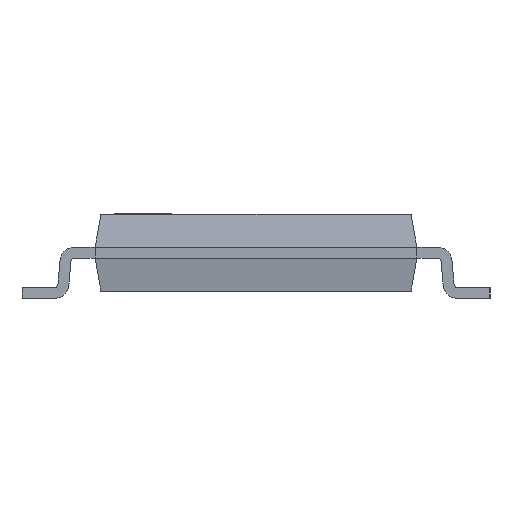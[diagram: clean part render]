
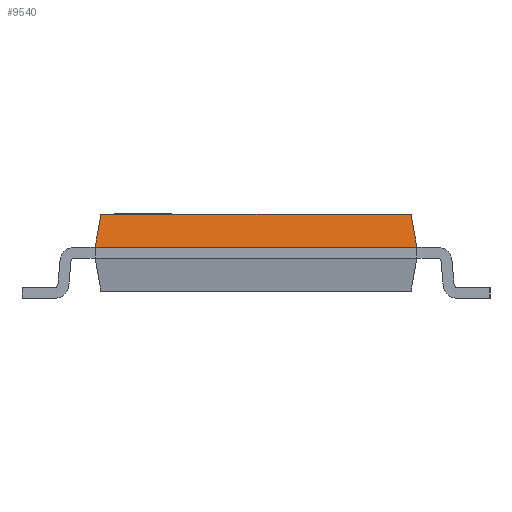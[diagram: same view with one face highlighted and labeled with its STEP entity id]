
A CAD part, left-side view. The second image highlights one B-rep face of the part: STEP entity #9540.
In plain terms, the highlighted planar face has unit normal (-0.985, 0, 0.174).
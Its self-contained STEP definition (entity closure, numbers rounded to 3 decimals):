
#742 = LINE ( 'NONE', #4609, #5704 ) ;
#1123 = DIRECTION ( 'NONE',  ( 0., 1., 0. ) ) ;
#1252 = ORIENTED_EDGE ( 'NONE', *, *, #9884, .F. ) ;
#1359 = EDGE_CURVE ( 'NONE', #23072, #13979, #4071, .T. ) ;
#1465 = VECTOR ( 'NONE', #11007, 1000. ) ;
#1858 = CARTESIAN_POINT ( 'NONE',  ( -3.821, 2.121, 0.525 ) ) ;
#1940 = VECTOR ( 'NONE', #17541, 1000. ) ;
#2019 = CARTESIAN_POINT ( 'NONE',  ( -3.9, 2.2, 0.075 ) ) ;
#3457 = VERTEX_POINT ( 'NONE', #2019 ) ;
#4071 = LINE ( 'NONE', #11575, #18204 ) ;
#4518 = EDGE_LOOP ( 'NONE', ( #7794, #1252, #14295, #5350 ) ) ;
#4609 = CARTESIAN_POINT ( 'NONE',  ( -3.9, -2.2, 0.075 ) ) ;
#4666 = CARTESIAN_POINT ( 'NONE',  ( -3.786, -2.086, 0.722 ) ) ;
#5350 = ORIENTED_EDGE ( 'NONE', *, *, #8323, .T. ) ;
#5704 = VECTOR ( 'NONE', #23553, 1000. ) ;
#6369 = LINE ( 'NONE', #7438, #1465 ) ;
#7438 = CARTESIAN_POINT ( 'NONE',  ( -3.836, 2.136, 0.44 ) ) ;
#7794 = ORIENTED_EDGE ( 'NONE', *, *, #9483, .T. ) ;
#8323 = EDGE_CURVE ( 'NONE', #13979, #3457, #6369, .T. ) ;
#9454 = FACE_OUTER_BOUND ( 'NONE', #4518, .T. ) ;
#9483 = EDGE_CURVE ( 'NONE', #3457, #18582, #742, .T. ) ;
#9540 = ADVANCED_FACE ( 'NONE', ( #9454 ), #10795, .T. ) ;
#9884 = EDGE_CURVE ( 'NONE', #23072, #18582, #16046, .T. ) ;
#10795 = PLANE ( 'NONE',  #17700 ) ;
#10886 = CARTESIAN_POINT ( 'NONE',  ( -3.9, 0., 0.075 ) ) ;
#11007 = DIRECTION ( 'NONE',  ( -0.171, 0.171, -0.97 ) ) ;
#11575 = CARTESIAN_POINT ( 'NONE',  ( -3.821, 0., 0.525 ) ) ;
#12710 = DIRECTION ( 'NONE',  ( 0.174, 0., 0.985 ) ) ;
#13979 = VERTEX_POINT ( 'NONE', #1858 ) ;
#14295 = ORIENTED_EDGE ( 'NONE', *, *, #1359, .T. ) ;
#16046 = LINE ( 'NONE', #4666, #1940 ) ;
#16471 = CARTESIAN_POINT ( 'NONE',  ( -3.821, -2.121, 0.525 ) ) ;
#17541 = DIRECTION ( 'NONE',  ( -0.171, -0.171, -0.97 ) ) ;
#17700 = AXIS2_PLACEMENT_3D ( 'NONE', #10886, #23873, #12710 ) ;
#18204 = VECTOR ( 'NONE', #1123, 1000. ) ;
#18582 = VERTEX_POINT ( 'NONE', #19022 ) ;
#19022 = CARTESIAN_POINT ( 'NONE',  ( -3.9, -2.2, 0.075 ) ) ;
#23072 = VERTEX_POINT ( 'NONE', #16471 ) ;
#23553 = DIRECTION ( 'NONE',  ( 0., -1., 0. ) ) ;
#23873 = DIRECTION ( 'NONE',  ( -0.985, 0., 0.174 ) ) ;
